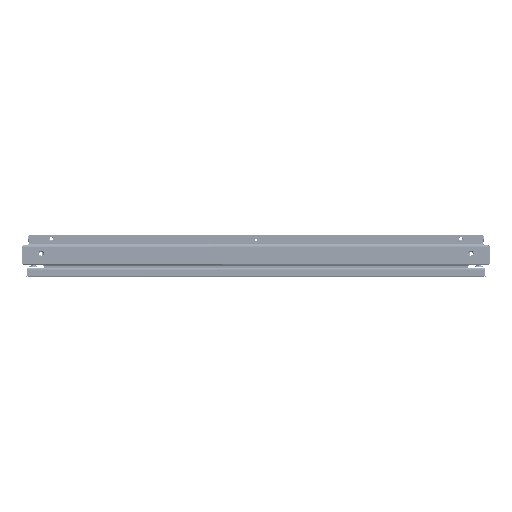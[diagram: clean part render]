
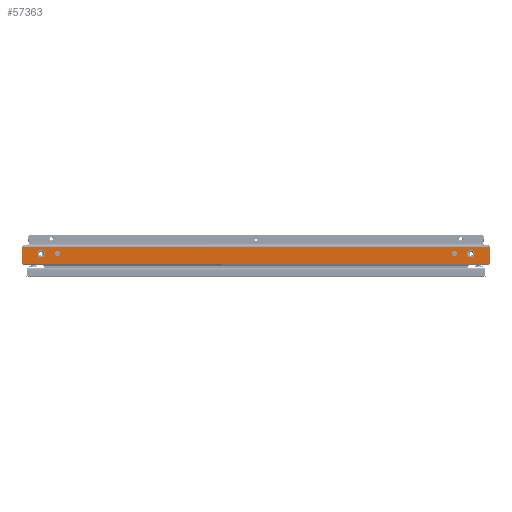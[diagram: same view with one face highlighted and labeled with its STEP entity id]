
A CAD part, front view. The second image highlights one B-rep face of the part: STEP entity #57363.
In plain terms, the highlighted face is planar.
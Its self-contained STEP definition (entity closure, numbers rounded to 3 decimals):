
#270 = ORIENTED_EDGE ( 'NONE', *, *, #8072, .T. ) ;
#1060 = EDGE_LOOP ( 'NONE', ( #59018, #42849 ) ) ;
#1099 = LINE ( 'NONE', #92842, #16383 ) ;
#1355 = DIRECTION ( 'NONE',  ( 0., -1., 0. ) ) ;
#1565 = CIRCLE ( 'NONE', #76578, 8. ) ;
#2079 = LINE ( 'NONE', #19551, #46800 ) ;
#3069 = CARTESIAN_POINT ( 'NONE',  ( 459.5, -3.319, 0. ) ) ;
#3249 = DIRECTION ( 'NONE',  ( 0., 0., -1. ) ) ;
#4613 = LINE ( 'NONE', #64663, #68729 ) ;
#7324 = DIRECTION ( 'NONE',  ( -1., 0., 0. ) ) ;
#7434 = EDGE_CURVE ( 'NONE', #19570, #74693, #65026, .T. ) ;
#7649 = CARTESIAN_POINT ( 'NONE',  ( -451.5, -3.319, 0. ) ) ;
#8072 = EDGE_CURVE ( 'NONE', #79224, #82848, #51405, .T. ) ;
#8396 = CARTESIAN_POINT ( 'NONE',  ( -459.5, -3.319, 0. ) ) ;
#8477 = CARTESIAN_POINT ( 'NONE',  ( -500., -22., 0. ) ) ;
#9030 = ORIENTED_EDGE ( 'NONE', *, *, #62416, .T. ) ;
#9461 = DIRECTION ( 'NONE',  ( -1., 0., 0. ) ) ;
#9572 = EDGE_CURVE ( 'NONE', #80908, #81947, #35419, .T. ) ;
#10264 = EDGE_LOOP ( 'NONE', ( #38825, #35087, #73256, #270, #56248, #95539, #72851, #66884 ) ) ;
#10433 = VERTEX_POINT ( 'NONE', #42723 ) ;
#11364 = VERTEX_POINT ( 'NONE', #17338 ) ;
#11742 = CARTESIAN_POINT ( 'NONE',  ( 451.5, -3.319, 0. ) ) ;
#13995 = VECTOR ( 'NONE', #97369, 1000. ) ;
#14399 = CIRCLE ( 'NONE', #30160, 8. ) ;
#14469 = DIRECTION ( 'NONE',  ( 1., 0., 0. ) ) ;
#15004 = DIRECTION ( 'NONE',  ( 0., 0., 1. ) ) ;
#15237 = EDGE_CURVE ( 'NONE', #56644, #19605, #102528, .T. ) ;
#15422 = ORIENTED_EDGE ( 'NONE', *, *, #7434, .T. ) ;
#16383 = VECTOR ( 'NONE', #101044, 1000. ) ;
#17338 = CARTESIAN_POINT ( 'NONE',  ( -500., 18., 0. ) ) ;
#19551 = CARTESIAN_POINT ( 'NONE',  ( 500., 18., 0. ) ) ;
#19570 = VERTEX_POINT ( 'NONE', #103321 ) ;
#19605 = VERTEX_POINT ( 'NONE', #55755 ) ;
#21934 = CARTESIAN_POINT ( 'NONE',  ( 500., -18., 0. ) ) ;
#24888 = LINE ( 'NONE', #8477, #77611 ) ;
#25956 = EDGE_CURVE ( 'NONE', #68823, #11364, #26400, .T. ) ;
#25966 = CARTESIAN_POINT ( 'NONE',  ( 424.5, -3.319, 0. ) ) ;
#26400 = LINE ( 'NONE', #84271, #103636 ) ;
#27820 = CARTESIAN_POINT ( 'NONE',  ( -467.5, -3.319, 0. ) ) ;
#28289 = DIRECTION ( 'NONE',  ( -1., 0., 0. ) ) ;
#30160 = AXIS2_PLACEMENT_3D ( 'NONE', #3069, #60953, #68638 ) ;
#31154 = DIRECTION ( 'NONE',  ( 0., 0., 1. ) ) ;
#32020 = VECTOR ( 'NONE', #60657, 1000. ) ;
#34067 = CARTESIAN_POINT ( 'NONE',  ( -430., -3.319, 0. ) ) ;
#34712 = DIRECTION ( 'NONE',  ( -1., 0., 0. ) ) ;
#35087 = ORIENTED_EDGE ( 'NONE', *, *, #106703, .T. ) ;
#35302 = CIRCLE ( 'NONE', #44018, 8. ) ;
#35419 = CIRCLE ( 'NONE', #73746, 5.5 ) ;
#36267 = ORIENTED_EDGE ( 'NONE', *, *, #69069, .F. ) ;
#36593 = DIRECTION ( 'NONE',  ( -1., 0., 0. ) ) ;
#37879 = CARTESIAN_POINT ( 'NONE',  ( -500., -18., 0. ) ) ;
#38825 = ORIENTED_EDGE ( 'NONE', *, *, #15237, .T. ) ;
#38951 = AXIS2_PLACEMENT_3D ( 'NONE', #60186, #44352, #78174 ) ;
#39066 = FACE_BOUND ( 'NONE', #80357, .T. ) ;
#39706 = VERTEX_POINT ( 'NONE', #7649 ) ;
#42723 = CARTESIAN_POINT ( 'NONE',  ( 467.5, -3.319, 0. ) ) ;
#42849 = ORIENTED_EDGE ( 'NONE', *, *, #73168, .F. ) ;
#42914 = EDGE_CURVE ( 'NONE', #58223, #10433, #14399, .T. ) ;
#43832 = EDGE_LOOP ( 'NONE', ( #76741, #15422 ) ) ;
#44018 = AXIS2_PLACEMENT_3D ( 'NONE', #104536, #54305, #64637 ) ;
#44352 = DIRECTION ( 'NONE',  ( 0., 0., -1. ) ) ;
#44581 = CIRCLE ( 'NONE', #95173, 8. ) ;
#45541 = DIRECTION ( 'NONE',  ( 0., 0., 1. ) ) ;
#45723 = EDGE_CURVE ( 'NONE', #11364, #56644, #24888, .T. ) ;
#46443 = DIRECTION ( 'NONE',  ( 1., 0., 0. ) ) ;
#46800 = VECTOR ( 'NONE', #28289, 1000. ) ;
#47222 = DIRECTION ( 'NONE',  ( 0., 0., -1. ) ) ;
#47656 = CIRCLE ( 'NONE', #73845, 5.5 ) ;
#48840 = FACE_BOUND ( 'NONE', #43832, .T. ) ;
#50672 = CARTESIAN_POINT ( 'NONE',  ( -500., -18., 0. ) ) ;
#50842 = CARTESIAN_POINT ( 'NONE',  ( 497.935, -18., 0. ) ) ;
#51405 = LINE ( 'NONE', #102191, #32020 ) ;
#52887 = EDGE_CURVE ( 'NONE', #74693, #19570, #94522, .T. ) ;
#54305 = DIRECTION ( 'NONE',  ( 0., 0., 1. ) ) ;
#54650 = EDGE_CURVE ( 'NONE', #39706, #67594, #35302, .T. ) ;
#55755 = CARTESIAN_POINT ( 'NONE',  ( -497.935, -18., 0. ) ) ;
#56248 = ORIENTED_EDGE ( 'NONE', *, *, #71099, .T. ) ;
#56489 = DIRECTION ( 'NONE',  ( 1., 0., 0. ) ) ;
#56644 = VERTEX_POINT ( 'NONE', #107665 ) ;
#57218 = CARTESIAN_POINT ( 'NONE',  ( 500., 18., 0. ) ) ;
#57363 = ADVANCED_FACE ( 'NONE', ( #64125, #48840, #82144, #39066, #80515 ), #72355, .F. ) ;
#58150 = EDGE_LOOP ( 'NONE', ( #9030, #80891 ) ) ;
#58223 = VERTEX_POINT ( 'NONE', #11742 ) ;
#58760 = VECTOR ( 'NONE', #85582, 1000. ) ;
#58827 = VERTEX_POINT ( 'NONE', #50842 ) ;
#59018 = ORIENTED_EDGE ( 'NONE', *, *, #54650, .F. ) ;
#60186 = CARTESIAN_POINT ( 'NONE',  ( 424.5, -3.319, 0. ) ) ;
#60657 = DIRECTION ( 'NONE',  ( 0., 1., 0. ) ) ;
#60953 = DIRECTION ( 'NONE',  ( 0., 0., -1. ) ) ;
#62416 = EDGE_CURVE ( 'NONE', #10433, #58223, #1565, .T. ) ;
#64125 = FACE_BOUND ( 'NONE', #58150, .T. ) ;
#64637 = DIRECTION ( 'NONE',  ( 1., 0., 0. ) ) ;
#64663 = CARTESIAN_POINT ( 'NONE',  ( -500., -18., 0. ) ) ;
#65026 = CIRCLE ( 'NONE', #38951, 5.5 ) ;
#66884 = ORIENTED_EDGE ( 'NONE', *, *, #45723, .T. ) ;
#67594 = VERTEX_POINT ( 'NONE', #27820 ) ;
#68638 = DIRECTION ( 'NONE',  ( -1., 0., 0. ) ) ;
#68729 = VECTOR ( 'NONE', #56489, 1000. ) ;
#68823 = VERTEX_POINT ( 'NONE', #100222 ) ;
#69069 = EDGE_CURVE ( 'NONE', #81947, #80908, #47656, .T. ) ;
#70120 = AXIS2_PLACEMENT_3D ( 'NONE', #25966, #85453, #34712 ) ;
#71099 = EDGE_CURVE ( 'NONE', #82848, #76133, #1099, .T. ) ;
#71733 = CARTESIAN_POINT ( 'NONE',  ( -424.5, -3.319, 0. ) ) ;
#72355 = PLANE ( 'NONE',  #75803 ) ;
#72851 = ORIENTED_EDGE ( 'NONE', *, *, #25956, .T. ) ;
#73168 = EDGE_CURVE ( 'NONE', #67594, #39706, #44581, .T. ) ;
#73256 = ORIENTED_EDGE ( 'NONE', *, *, #102870, .T. ) ;
#73746 = AXIS2_PLACEMENT_3D ( 'NONE', #87967, #31154, #46443 ) ;
#73845 = AXIS2_PLACEMENT_3D ( 'NONE', #71733, #45541, #103977 ) ;
#74693 = VERTEX_POINT ( 'NONE', #105559 ) ;
#75803 = AXIS2_PLACEMENT_3D ( 'NONE', #105664, #47222, #7324 ) ;
#76133 = VERTEX_POINT ( 'NONE', #91730 ) ;
#76578 = AXIS2_PLACEMENT_3D ( 'NONE', #78061, #3249, #36593 ) ;
#76741 = ORIENTED_EDGE ( 'NONE', *, *, #52887, .T. ) ;
#77611 = VECTOR ( 'NONE', #1355, 1000. ) ;
#78061 = CARTESIAN_POINT ( 'NONE',  ( 459.5, -3.319, 0. ) ) ;
#78174 = DIRECTION ( 'NONE',  ( -1., 0., 0. ) ) ;
#79224 = VERTEX_POINT ( 'NONE', #21934 ) ;
#79934 = ORIENTED_EDGE ( 'NONE', *, *, #9572, .F. ) ;
#80357 = EDGE_LOOP ( 'NONE', ( #79934, #36267 ) ) ;
#80515 = FACE_OUTER_BOUND ( 'NONE', #10264, .T. ) ;
#80891 = ORIENTED_EDGE ( 'NONE', *, *, #42914, .T. ) ;
#80908 = VERTEX_POINT ( 'NONE', #103761 ) ;
#81947 = VERTEX_POINT ( 'NONE', #34067 ) ;
#82144 = FACE_BOUND ( 'NONE', #1060, .T. ) ;
#82848 = VERTEX_POINT ( 'NONE', #57218 ) ;
#84271 = CARTESIAN_POINT ( 'NONE',  ( 500., 18., 0. ) ) ;
#85453 = DIRECTION ( 'NONE',  ( 0., 0., -1. ) ) ;
#85582 = DIRECTION ( 'NONE',  ( 1., 0., 0. ) ) ;
#87967 = CARTESIAN_POINT ( 'NONE',  ( -424.5, -3.319, 0. ) ) ;
#89784 = EDGE_CURVE ( 'NONE', #76133, #68823, #2079, .T. ) ;
#91730 = CARTESIAN_POINT ( 'NONE',  ( 498., 18., 0. ) ) ;
#92842 = CARTESIAN_POINT ( 'NONE',  ( 500., 18., 0. ) ) ;
#94522 = CIRCLE ( 'NONE', #70120, 5.5 ) ;
#95173 = AXIS2_PLACEMENT_3D ( 'NONE', #8396, #15004, #14469 ) ;
#95539 = ORIENTED_EDGE ( 'NONE', *, *, #89784, .T. ) ;
#95748 = LINE ( 'NONE', #37879, #13995 ) ;
#97369 = DIRECTION ( 'NONE',  ( 1., 0., 0. ) ) ;
#100222 = CARTESIAN_POINT ( 'NONE',  ( -498., 18., 0. ) ) ;
#101044 = DIRECTION ( 'NONE',  ( -1., 0., 0. ) ) ;
#102191 = CARTESIAN_POINT ( 'NONE',  ( 500., -22., 0. ) ) ;
#102528 = LINE ( 'NONE', #50672, #58760 ) ;
#102870 = EDGE_CURVE ( 'NONE', #58827, #79224, #95748, .T. ) ;
#103321 = CARTESIAN_POINT ( 'NONE',  ( 419., -3.319, 0. ) ) ;
#103636 = VECTOR ( 'NONE', #9461, 1000. ) ;
#103761 = CARTESIAN_POINT ( 'NONE',  ( -419., -3.319, 0. ) ) ;
#103977 = DIRECTION ( 'NONE',  ( 1., 0., 0. ) ) ;
#104536 = CARTESIAN_POINT ( 'NONE',  ( -459.5, -3.319, 0. ) ) ;
#105559 = CARTESIAN_POINT ( 'NONE',  ( 430., -3.319, 0. ) ) ;
#105664 = CARTESIAN_POINT ( 'NONE',  ( 0., 0., 0. ) ) ;
#106703 = EDGE_CURVE ( 'NONE', #19605, #58827, #4613, .T. ) ;
#107665 = CARTESIAN_POINT ( 'NONE',  ( -500., -18., 0. ) ) ;
